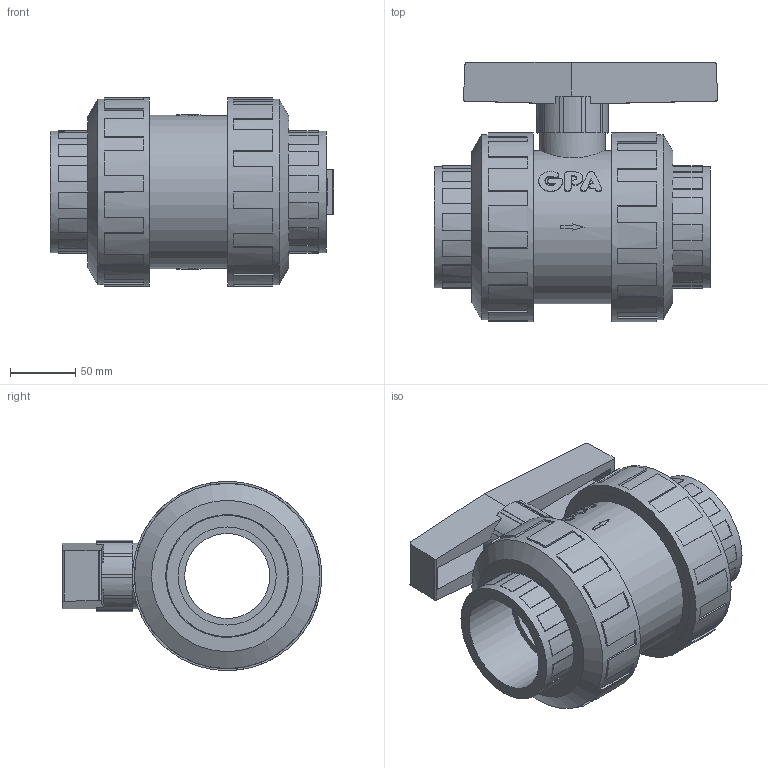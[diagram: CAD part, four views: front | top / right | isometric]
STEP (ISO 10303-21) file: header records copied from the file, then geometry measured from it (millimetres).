
FILE_DESCRIPTION(/* description */ ('PVC Ball Valve type S6 with EPDM/PE gasket and PVC Sockets, Ø75/DN65, PN16'),/* implementation_level */ '2;1');
FILE_NAME(/* name */ 'S6IU-PE-E-075',/* time_stamp */ '2022-08-04T16:50:38+02:00',/* author */ ('COAB Solutions'),/* organization */ ('GPA Flowsystem'),/* preprocessor_version */ 'ST-DEVELOPER v18.1',/* originating_system */ 'www.coabsolutions.com',/* authorisation */ 'unknown authorization');
FILE_SCHEMA (('AUTOMOTIVE_DESIGN { 1 0 10303 214 3 1 1 }'));
Length unit declared in the file: millimetre
Products named in the file (1): S6IU-PE-E-075
Bounding box: 216.5 x 198.25 x 144.5 mm (x, y, z)
Volume: 1949943.8 mm3; surface area: 293610.5 mm2
Topology: 1 solids, 1 shells, 383 faces, 1073 edges, 712 vertices
Faces by surface type: plane 320, cylinder 40, bspline 21, cone 2
Full cylindrical faces by diameter (mm): 49.98 x1, 65 x1, 75 x2, 92.75 x2, 93.73 x2, 93.75 x2, 117.025 x2, 117.045 x3, 130.03 x2, 130.05 x2, 141.61 x2, 144.5 x2
Entity records: 13144 total; most frequent: CARTESIAN_POINT 2959, ORIENTED_EDGE 2146, DIRECTION 2071, EDGE_CURVE 1073, VERTEX_POINT 712, LINE 711, VECTOR 711, AXIS2_PLACEMENT_3D 680
